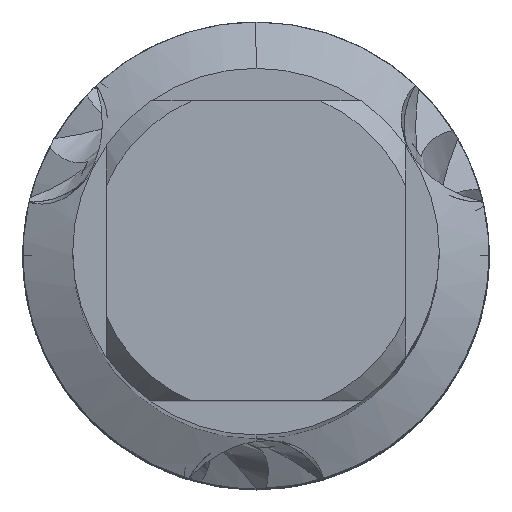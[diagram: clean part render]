
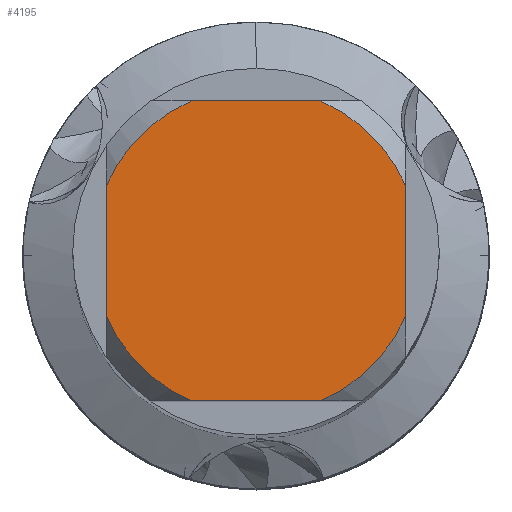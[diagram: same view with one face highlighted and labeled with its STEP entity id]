
A CAD part, top view. The second image highlights one B-rep face of the part: STEP entity #4195.
In plain terms, the highlighted planar face has unit normal (0, 0, 1).
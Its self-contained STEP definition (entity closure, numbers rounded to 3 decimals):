
#2227=EDGE_CURVE('',#2279,#5391,#6562,.T.);
#2279=VERTEX_POINT('',#6620);
#2483=EDGE_CURVE('',#2279,#2747,#6846,.T.);
#2697=EDGE_CURVE('',#4901,#4549,#7076,.T.);
#2747=VERTEX_POINT('',#7133);
#3647=EDGE_CURVE('',#5311,#2747,#8117,.T.);
#3915=EDGE_CURVE('',#4229,#5391,#8406,.T.);
#3965=EDGE_CURVE('',#4901,#5611,#8461,.T.);
#4195=ADVANCED_FACE('',(#8712),#8713,.T.);
#4229=VERTEX_POINT('',#8748);
#4549=VERTEX_POINT('',#9096);
#4731=EDGE_CURVE('',#5311,#5611,#9298,.T.);
#4901=VERTEX_POINT('',#9473);
#5311=VERTEX_POINT('',#9925);
#5391=VERTEX_POINT('',#10013);
#5611=VERTEX_POINT('',#10255);
#5923=EDGE_CURVE('',#4229,#4549,#10594,.T.);
#6562=LINE('',#11312,#11313);
#6620=CARTESIAN_POINT('',(4.5,-1.939,0.0));
#6846=CIRCLE('',#11855,4.9);
#7076=CIRCLE('',#12396,4.9);
#7133=CARTESIAN_POINT('',(1.939,-4.5,0.0));
#8117=LINE('',#15559,#15560);
#8406=CIRCLE('',#17066,4.9);
#8461=LINE('',#17165,#17166);
#8712=FACE_OUTER_BOUND('',#17805,.T.);
#8713=PLANE('',#17806);
#8748=CARTESIAN_POINT('',(1.939,4.5,0.0));
#9096=CARTESIAN_POINT('',(-1.939,4.5,0.0));
#9298=CIRCLE('',#19252,4.9);
#9473=CARTESIAN_POINT('',(-4.5,1.939,0.0));
#9925=CARTESIAN_POINT('',(-1.939,-4.5,0.0));
#10013=CARTESIAN_POINT('',(4.5,1.939,0.0));
#10255=CARTESIAN_POINT('',(-4.5,-1.939,0.0));
#10594=LINE('',#23156,#23157);
#11312=CARTESIAN_POINT('',(4.5,1.225,0.0));
#11313=VECTOR('',#24553,1.0);
#11855=AXIS2_PLACEMENT_3D('',#24883,#24884,#24885);
#12396=AXIS2_PLACEMENT_3D('',#25086,#25087,#25088);
#15559=CARTESIAN_POINT('',(0.0,-4.5,0.0));
#15560=VECTOR('',#26322,1.0);
#17066=AXIS2_PLACEMENT_3D('',#26863,#26864,#26865);
#17165=CARTESIAN_POINT('',(-4.5,1.225,0.0));
#17166=VECTOR('',#26924,1.0);
#17805=EDGE_LOOP('',(#27166,#27167,#27168,#27169,#27170,#27171,#27172,#27173));
#17806=AXIS2_PLACEMENT_3D('',#27174,#27175,#27176);
#19252=AXIS2_PLACEMENT_3D('',#27738,#27739,#27740);
#23156=CARTESIAN_POINT('',(0.0,4.5,0.0));
#23157=VECTOR('',#29075,1.0);
#24553=DIRECTION('',(-0.0,1.0,0.0));
#24883=CARTESIAN_POINT('',(0.0,0.0,0.0));
#24884=DIRECTION('',(0.0,0.0,-1.0));
#24885=DIRECTION('',(0.0,1.0,0.0));
#25086=CARTESIAN_POINT('',(0.0,0.0,0.0));
#25087=DIRECTION('',(0.0,0.0,-1.0));
#25088=DIRECTION('',(0.0,1.0,0.0));
#26322=DIRECTION('',(1.0,0.0,0.0));
#26863=CARTESIAN_POINT('',(0.0,0.0,0.0));
#26864=DIRECTION('',(0.0,0.0,-1.0));
#26865=DIRECTION('',(0.0,1.0,0.0));
#26924=DIRECTION('',(-0.0,-1.0,0.0));
#27166=ORIENTED_EDGE('',*,*,#3965,.T.);
#27167=ORIENTED_EDGE('',*,*,#4731,.F.);
#27168=ORIENTED_EDGE('',*,*,#3647,.T.);
#27169=ORIENTED_EDGE('',*,*,#2483,.F.);
#27170=ORIENTED_EDGE('',*,*,#2227,.T.);
#27171=ORIENTED_EDGE('',*,*,#3915,.F.);
#27172=ORIENTED_EDGE('',*,*,#5923,.T.);
#27173=ORIENTED_EDGE('',*,*,#2697,.F.);
#27174=CARTESIAN_POINT('',(0.0,2.45,0.0));
#27175=DIRECTION('',(-0.0,0.0,1.0));
#27176=DIRECTION('',(0.0,-1.0,0.0));
#27738=CARTESIAN_POINT('',(0.0,0.0,0.0));
#27739=DIRECTION('',(0.0,0.0,-1.0));
#27740=DIRECTION('',(0.0,1.0,0.0));
#29075=DIRECTION('',(-1.0,0.0,0.0));
